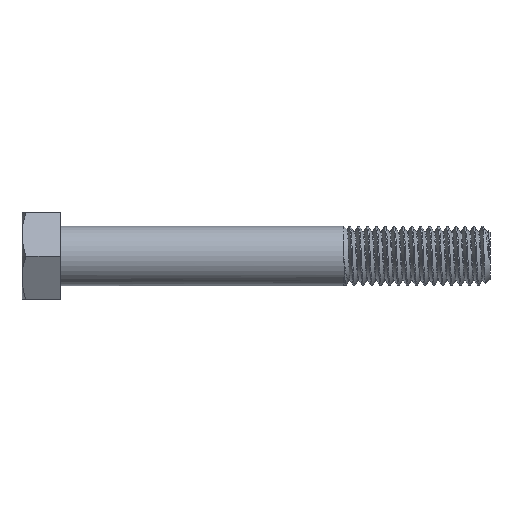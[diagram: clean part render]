
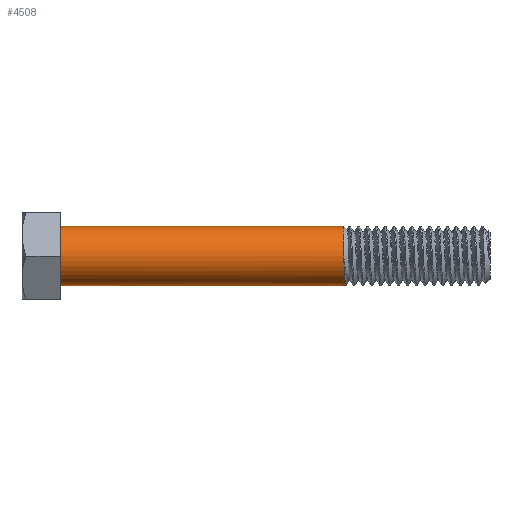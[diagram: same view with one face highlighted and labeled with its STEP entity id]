
A CAD part, front view. The second image highlights one B-rep face of the part: STEP entity #4508.
In plain terms, the highlighted cylindrical face has radius 7.144 mm (diameter 14.288 mm), a partial arc.
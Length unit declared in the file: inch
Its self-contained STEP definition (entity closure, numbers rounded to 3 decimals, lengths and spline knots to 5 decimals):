
#10 = ORIENTED_EDGE ( 'NONE', *, *, #1263, .F. ) ;
#109 = VERTEX_POINT ( 'NONE', #212 ) ;
#212 = CARTESIAN_POINT ( 'NONE',  ( 0.4401, 0., -0.28125 ) ) ;
#290 = CARTESIAN_POINT ( 'NONE',  ( 0.44635, -0.08691, -0.26748 ) ) ;
#325 = EDGE_CURVE ( 'NONE', #2823, #5272, #1035, .T. ) ;
#530 = AXIS2_PLACEMENT_3D ( 'NONE', #1026, #2985, #3429 ) ;
#558 = EDGE_CURVE ( 'NONE', #109, #2499, #4392, .T. ) ;
#606 = VECTOR ( 'NONE', #1082, 39.37008 ) ;
#756 = CARTESIAN_POINT ( 'NONE',  ( 0.42969, -0.19849, -0.19926 ) ) ;
#804 = CARTESIAN_POINT ( 'NONE',  ( 0.42969, 0., -0.28125 ) ) ;
#823 = CARTESIAN_POINT ( 'NONE',  ( 0.44219, -0.17382, -0.23925 ) ) ;
#887 = CARTESIAN_POINT ( 'NONE',  ( 0.42969, -0.19849, -0.19926 ) ) ;
#913 = LINE ( 'NONE', #6283, #2785 ) ;
#981 = DIRECTION ( 'NONE',  ( 1., 0., 0. ) ) ;
#993 = VERTEX_POINT ( 'NONE', #3637 ) ;
#1026 = CARTESIAN_POINT ( 'NONE',  ( 0.42969, 0., 0. ) ) ;
#1035 = CIRCLE ( 'NONE', #530, 0.28125 ) ;
#1079 = CYLINDRICAL_SURFACE ( 'NONE', #1749, 0.28125 ) ;
#1082 = DIRECTION ( 'NONE',  ( 1., 0., 0. ) ) ;
#1191 = DIRECTION ( 'NONE',  ( 1., 0., 0. ) ) ;
#1222 = CARTESIAN_POINT ( 'NONE',  ( 0.45052, 0., -0.28125 ) ) ;
#1263 = EDGE_CURVE ( 'NONE', #6151, #6054, #913, .T. ) ;
#1425 = AXIS2_PLACEMENT_3D ( 'NONE', #3593, #1191, #2668 ) ;
#1619 =( BOUNDED_CURVE ( )  B_SPLINE_CURVE ( 2, ( #3205, #5173, #6134, #823, #290, #4714, #6166 ),
 .UNSPECIFIED., .F., .T. ) 
 B_SPLINE_CURVE_WITH_KNOTS ( ( 3, 2, 2, 3 ),
 ( 0., 0.00447, 0.00894, 0.01117 ),
 .UNSPECIFIED. ) 
 CURVE ( )  GEOMETRIC_REPRESENTATION_ITEM ( )  RATIONAL_B_SPLINE_CURVE ( ( 1., 0.951, 1., 0.951, 1., 0.976, 0.976 ) ) 
 REPRESENTATION_ITEM ( '' )  );
#1749 = AXIS2_PLACEMENT_3D ( 'NONE', #3481, #5961, #3317 ) ;
#1843 = ORIENTED_EDGE ( 'NONE', *, *, #5918, .F. ) ;
#1859 = VECTOR ( 'NONE', #4779, 39.37008 ) ;
#1917 = CARTESIAN_POINT ( 'NONE',  ( 0.43594, -0.08691, -0.26748 ) ) ;
#1953 = CARTESIAN_POINT ( 'NONE',  ( -1.44531, 0., -0.28125 ) ) ;
#2072 = ORIENTED_EDGE ( 'NONE', *, *, #325, .F. ) ;
#2395 = CARTESIAN_POINT ( 'NONE',  ( 0.42969, 0., 0. ) ) ;
#2499 = VERTEX_POINT ( 'NONE', #1222 ) ;
#2668 = DIRECTION ( 'NONE',  ( 0., 0., -1. ) ) ;
#2702 = EDGE_CURVE ( 'NONE', #109, #2823, #4656, .T. ) ;
#2785 = VECTOR ( 'NONE', #3232, 39.37008 ) ;
#2823 = VERTEX_POINT ( 'NONE', #756 ) ;
#2985 = DIRECTION ( 'NONE',  ( 1., 0., 0. ) ) ;
#3123 = ORIENTED_EDGE ( 'NONE', *, *, #6236, .F. ) ;
#3139 = CARTESIAN_POINT ( 'NONE',  ( -2.23271, 0., 0.28125 ) ) ;
#3153 = ORIENTED_EDGE ( 'NONE', *, *, #558, .T. ) ;
#3205 = CARTESIAN_POINT ( 'NONE',  ( 0.42969, -0.28125, 0. ) ) ;
#3232 = DIRECTION ( 'NONE',  ( 1., 0., 0. ) ) ;
#3317 = DIRECTION ( 'NONE',  ( 0., 0., -1. ) ) ;
#3320 = CARTESIAN_POINT ( 'NONE',  ( 0.4401, 0., -0.28125 ) ) ;
#3354 = CIRCLE ( 'NONE', #5011, 0.28125 ) ;
#3429 = DIRECTION ( 'NONE',  ( 0., 0., -1. ) ) ;
#3481 = CARTESIAN_POINT ( 'NONE',  ( -1.44531, 0., 0. ) ) ;
#3593 = CARTESIAN_POINT ( 'NONE',  ( -2.23271, 0., 0. ) ) ;
#3637 = CARTESIAN_POINT ( 'NONE',  ( -2.23271, 0., -0.28125 ) ) ;
#3873 = CARTESIAN_POINT ( 'NONE',  ( 0.43287, -0.15085, -0.24671 ) ) ;
#3920 = VERTEX_POINT ( 'NONE', #4596 ) ;
#3973 = LINE ( 'NONE', #5968, #606 ) ;
#3974 = EDGE_CURVE ( 'NONE', #6151, #993, #5938, .T. ) ;
#4298 = FACE_OUTER_BOUND ( 'NONE', #4339, .T. ) ;
#4339 = EDGE_LOOP ( 'NONE', ( #10, #6303, #5418, #2072, #5572, #3153, #3123, #1843 ) ) ;
#4392 = LINE ( 'NONE', #1953, #1859 ) ;
#4508 = ADVANCED_FACE ( 'NONE', ( #4298 ), #1079, .T. ) ;
#4596 = CARTESIAN_POINT ( 'NONE',  ( 0.42969, -0.28125, 0. ) ) ;
#4656 =( BOUNDED_CURVE ( )  B_SPLINE_CURVE ( 2, ( #3320, #5292, #1917, #3873, #887 ),
 .UNSPECIFIED., .F., .F. ) 
 B_SPLINE_CURVE_WITH_KNOTS ( ( 3, 2, 3 ),
 ( 0., 0.00224, 0.00557 ),
 .UNSPECIFIED. ) 
 CURVE ( )  GEOMETRIC_REPRESENTATION_ITEM ( )  RATIONAL_B_SPLINE_CURVE ( ( 0.976, 0.976, 1., 0.964, 0.981 ) ) 
 REPRESENTATION_ITEM ( '' )  );
#4714 = CARTESIAN_POINT ( 'NONE',  ( 0.44839, -0.04455, -0.28125 ) ) ;
#4779 = DIRECTION ( 'NONE',  ( 1., 0., 0. ) ) ;
#5011 = AXIS2_PLACEMENT_3D ( 'NONE', #2395, #981, #6286 ) ;
#5173 = CARTESIAN_POINT ( 'NONE',  ( 0.43385, -0.28125, -0.09138 ) ) ;
#5272 = VERTEX_POINT ( 'NONE', #804 ) ;
#5292 = CARTESIAN_POINT ( 'NONE',  ( 0.43797, -0.04455, -0.28125 ) ) ;
#5418 = ORIENTED_EDGE ( 'NONE', *, *, #6137, .T. ) ;
#5453 = CARTESIAN_POINT ( 'NONE',  ( 0.42969, 0., 0.28125 ) ) ;
#5572 = ORIENTED_EDGE ( 'NONE', *, *, #2702, .F. ) ;
#5918 = EDGE_CURVE ( 'NONE', #6054, #3920, #3354, .T. ) ;
#5938 = CIRCLE ( 'NONE', #1425, 0.28125 ) ;
#5961 = DIRECTION ( 'NONE',  ( 1., 0., 0. ) ) ;
#5968 = CARTESIAN_POINT ( 'NONE',  ( -1.44531, 0., -0.28125 ) ) ;
#6054 = VERTEX_POINT ( 'NONE', #5453 ) ;
#6134 = CARTESIAN_POINT ( 'NONE',  ( 0.43802, -0.22754, -0.16531 ) ) ;
#6137 = EDGE_CURVE ( 'NONE', #993, #5272, #3973, .T. ) ;
#6151 = VERTEX_POINT ( 'NONE', #3139 ) ;
#6166 = CARTESIAN_POINT ( 'NONE',  ( 0.45052, 0., -0.28125 ) ) ;
#6236 = EDGE_CURVE ( 'NONE', #3920, #2499, #1619, .T. ) ;
#6283 = CARTESIAN_POINT ( 'NONE',  ( -1.44531, 0., 0.28125 ) ) ;
#6286 = DIRECTION ( 'NONE',  ( 0., 0., -1. ) ) ;
#6303 = ORIENTED_EDGE ( 'NONE', *, *, #3974, .T. ) ;
